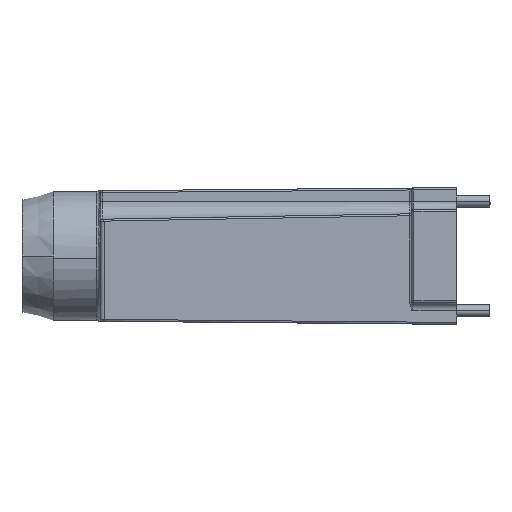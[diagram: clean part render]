
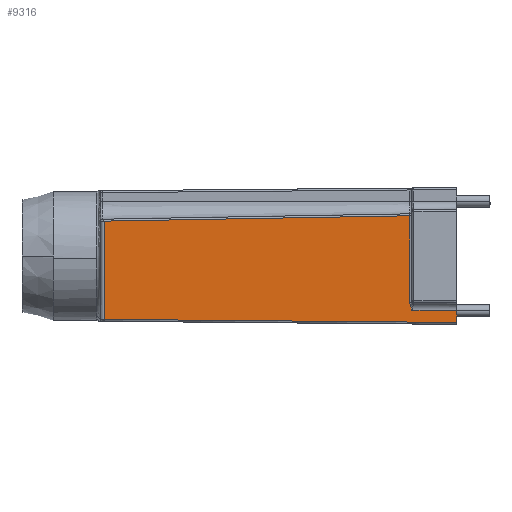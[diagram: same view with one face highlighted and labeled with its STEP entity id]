
A CAD part, left-side view. The second image highlights one B-rep face of the part: STEP entity #9316.
In plain terms, the highlighted planar face has unit normal (-1, 0.018, 0).
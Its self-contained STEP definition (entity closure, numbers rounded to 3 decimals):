
#2556=DIRECTION('',(0.,0.,1.));
#2557=VECTOR('',#2556,22.207);
#2558=CARTESIAN_POINT('',(-50.957,2.77,
-164.916));
#2559=LINE('',#2558,#2557);
#2564=CARTESIAN_POINT('',(-50.965,2.279,
-166.899));
#2565=CARTESIAN_POINT('',(-50.965,2.293,
-166.844));
#2566=CARTESIAN_POINT('',(-50.964,2.322,
-166.734));
#2567=CARTESIAN_POINT('',(-50.964,2.372,
-166.57));
#2568=CARTESIAN_POINT('',(-50.963,2.425,
-166.406));
#2569=CARTESIAN_POINT('',(-50.961,2.497,
-166.188));
#2570=CARTESIAN_POINT('',(-50.96,2.588,
-165.915));
#2571=CARTESIAN_POINT('',(-50.958,2.668,
-165.641));
#2572=CARTESIAN_POINT('',(-50.957,2.718,
-165.42));
#2573=CARTESIAN_POINT('',(-50.957,2.747,
-165.254));
#2574=CARTESIAN_POINT('',(-50.957,2.763,
-165.114));
#2575=CARTESIAN_POINT('',(-50.957,2.769,
-165.001));
#2576=CARTESIAN_POINT('',(-50.957,2.77,
-164.945));
#2577=CARTESIAN_POINT('',(-50.957,2.77,
-164.916));
#2579=DIRECTION('',(0.017,1.,0.009));
#2580=VECTOR('',#2579,11.502);
#2581=CARTESIAN_POINT('',(-51.166,-9.221,
-166.999));
#2582=LINE('',#2581,#2580);
#2583=DIRECTION('',(0.,0.,-1.));
#2584=VECTOR('',#2583,3.);
#2585=CARTESIAN_POINT('',(-51.166,-9.221,
-166.999));
#2586=LINE('',#2585,#2584);
#2587=DIRECTION('',(-0.017,-1.,-0.009));
#2588=VECTOR('',#2587,90.285);
#2589=CARTESIAN_POINT('',(-49.59,81.046,
-169.212));
#2590=LINE('',#2589,#2588);
#2591=DIRECTION('',(0.017,1.,-0.017));
#2592=VECTOR('',#2591,78.3);
#2593=CARTESIAN_POINT('',(-50.957,2.77,
-142.709));
#2594=LINE('',#2593,#2592);
#3263=CARTESIAN_POINT('',(-51.166,-9.221,
-166.999));
#3285=CARTESIAN_POINT('',(-50.965,2.279,
-166.899));
#3366=CARTESIAN_POINT('',(-49.59,81.046,
-144.076));
#3374=DIRECTION('',(0.,0.,1.));
#3375=VECTOR('',#3374,25.136);
#3376=CARTESIAN_POINT('',(-49.59,81.046,
-169.212));
#3377=LINE('',#3376,#3375);
#3384=CARTESIAN_POINT('',(-49.59,81.046,
-169.212));
#3974=VERTEX_POINT('',#3366);
#3978=VERTEX_POINT('',#3384);
#3984=VERTEX_POINT('',#3285);
#3985=VERTEX_POINT('',#2577);
#3986=CARTESIAN_POINT('',(-50.957,2.77,
-142.709));
#3987=VERTEX_POINT('',#3986);
#3988=CARTESIAN_POINT('',(-51.166,-9.221,
-169.999));
#3989=VERTEX_POINT('',#3988);
#4163=VERTEX_POINT('',#3263);
#9298=CARTESIAN_POINT('',(-50.378,35.913,
-156.354));
#9299=DIRECTION('',(1.,-0.017,0.));
#9300=DIRECTION('',(0.,0.,1.));
#9301=AXIS2_PLACEMENT_3D('',#9298,#9299,#9300);
#9302=PLANE('',#9301);
#9303=ORIENTED_EDGE('',*,*,#9281,.F.);
#9305=ORIENTED_EDGE('',*,*,#9304,.F.);
#9307=ORIENTED_EDGE('',*,*,#9306,.F.);
#9308=ORIENTED_EDGE('',*,*,#4376,.T.);
#9310=ORIENTED_EDGE('',*,*,#9309,.F.);
#9312=ORIENTED_EDGE('',*,*,#9311,.T.);
#9313=ORIENTED_EDGE('',*,*,#9215,.F.);
#9314=EDGE_LOOP('',(#9303,#9305,#9307,#9308,#9310,#9312,#9313));
#9315=FACE_OUTER_BOUND('',#9314,.F.);
#2578=B_SPLINE_CURVE_WITH_KNOTS('',3,(#2564,#2565,#2566,#2567,#2568,#2569,#2570,
#2571,#2572,#2573,#2574,#2575,#2576,#2577),.UNSPECIFIED.,.F.,.F.,(4,1,1,1,1,1,1,
1,1,1,1,4),(0.,0.083,0.167,0.25,0.333,
0.5,0.667,0.75,0.833,0.917,
0.958,1.),.UNSPECIFIED.);
#4376=EDGE_CURVE('',#4163,#3989,#2586,.T.);
#9215=EDGE_CURVE('',#3987,#3974,#2594,.T.);
#9281=EDGE_CURVE('',#3985,#3987,#2559,.T.);
#9304=EDGE_CURVE('',#3984,#3985,#2578,.T.);
#9306=EDGE_CURVE('',#4163,#3984,#2582,.T.);
#9309=EDGE_CURVE('',#3978,#3989,#2590,.T.);
#9311=EDGE_CURVE('',#3978,#3974,#3377,.T.);
#9316=ADVANCED_FACE('',(#9315),#9302,.F.);
